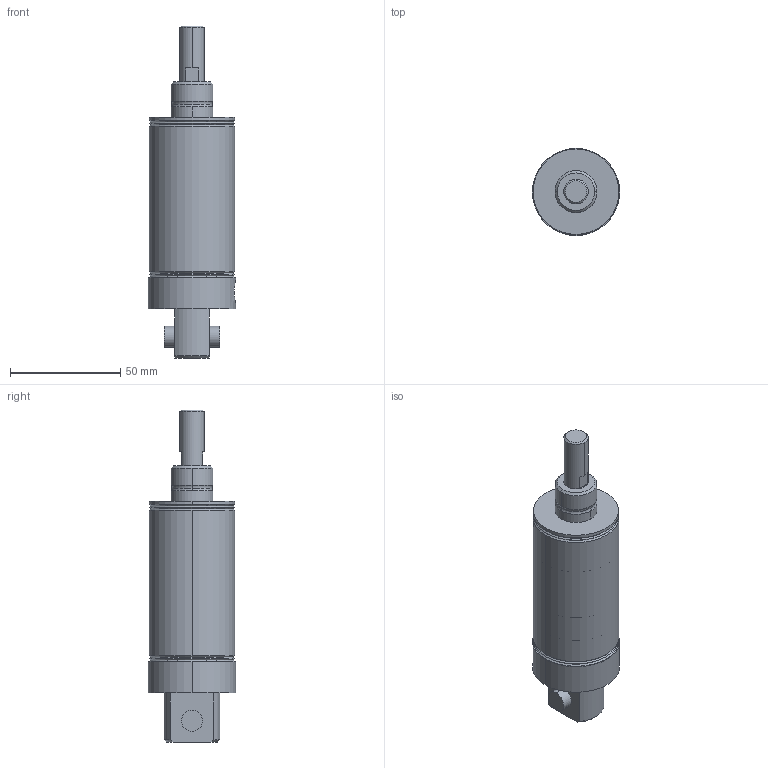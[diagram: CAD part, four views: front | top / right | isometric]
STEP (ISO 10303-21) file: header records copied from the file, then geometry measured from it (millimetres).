
FILE_DESCRIPTION (( 'STEP AP214' ), '1' );
FILE_NAME ('A24010SP.step', '2017-04-04T20:12:59', ( '' ), ( '' ), 'SwSTEP 2.0', 'SolidWorks 2017', '' );
FILE_SCHEMA (( 'AUTOMOTIVE_DESIGN' ));
Length unit declared in the file: inch
Products named in the file (4): A24010SP-PIN; A24010SP-Rod; A24010SP-MainBody; A24010SP
Assembly tree (3 placements, depth 2):
  A24010SP
    A24010SP-MainBody
    A24010SP-Rod
    A24010SP-PIN
Bounding box: 39.62 x 39.62 x 150.88 mm (x, y, z)
Volume: 92346.4 mm3; surface area: 32262.6 mm2
Topology: 3 solids, 3 shells, 78 faces, 165 edges, 99 vertices
Faces by surface type: cylinder 26, cone 26, plane 22, torus 4
Entity records: 2338 total; most frequent: CARTESIAN_POINT 433, DIRECTION 415, ORIENTED_EDGE 326, AXIS2_PLACEMENT_3D 174, EDGE_CURVE 163, VERTEX_POINT 99, CIRCLE 90, EDGE_LOOP 88
